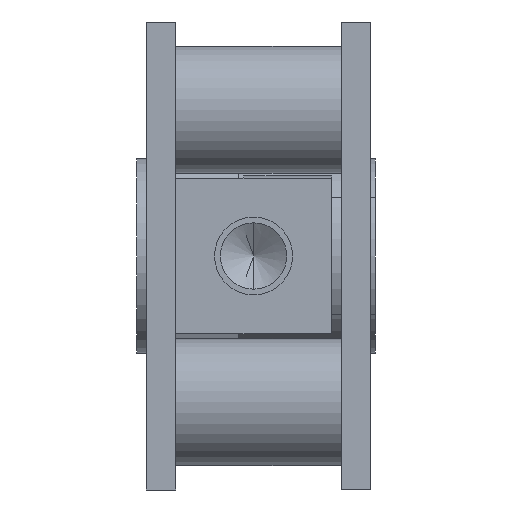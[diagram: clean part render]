
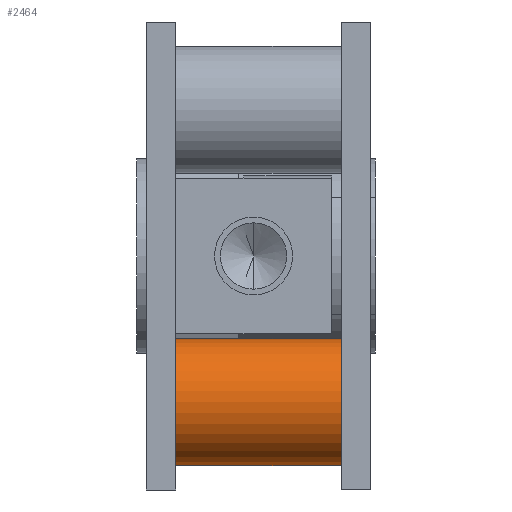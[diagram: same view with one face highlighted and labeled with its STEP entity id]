
A CAD part, front view. The second image highlights one B-rep face of the part: STEP entity #2464.
In plain terms, the highlighted cylindrical face has radius 6.5 mm (diameter 13 mm), a partial arc.
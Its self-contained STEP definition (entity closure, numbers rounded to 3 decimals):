
#177 = AXIS2_PLACEMENT_3D ( 'NONE', #2384, #3357, #2807 ) ;
#313 = FACE_OUTER_BOUND ( 'NONE', #2812, .T. ) ;
#487 = ORIENTED_EDGE ( 'NONE', *, *, #854, .F. ) ;
#642 = DIRECTION ( 'NONE',  ( 0., 1., 0. ) ) ;
#854 = EDGE_CURVE ( 'NONE', #3854, #4986, #1300, .T. ) ;
#880 = EDGE_CURVE ( 'NONE', #3343, #3147, #4146, .T. ) ;
#1200 = CARTESIAN_POINT ( 'NONE',  ( 0., 12.165, -6.5 ) ) ;
#1300 = CIRCLE ( 'NONE', #2501, 6.5 ) ;
#1435 = CYLINDRICAL_SURFACE ( 'NONE', #177, 6.5 ) ;
#1532 = EDGE_CURVE ( 'NONE', #3147, #4986, #1757, .T. ) ;
#1535 = CARTESIAN_POINT ( 'NONE',  ( 0., -8.5, 6.5 ) ) ;
#1685 = LINE ( 'NONE', #4293, #3640 ) ;
#1757 = LINE ( 'NONE', #1200, #3336 ) ;
#1769 = EDGE_CURVE ( 'NONE', #3343, #3854, #1685, .T. ) ;
#1798 = CARTESIAN_POINT ( 'NONE',  ( 0., 8.5, -6.5 ) ) ;
#1890 = CARTESIAN_POINT ( 'NONE',  ( 0., -8.5, -6.5 ) ) ;
#2384 = CARTESIAN_POINT ( 'NONE',  ( 0., 12.165, 0. ) ) ;
#2464 = ADVANCED_FACE ( 'NONE', ( #313 ), #1435, .T. ) ;
#2501 = AXIS2_PLACEMENT_3D ( 'NONE', #5119, #4588, #4042 ) ;
#2807 = DIRECTION ( 'NONE',  ( 0., 0., 1. ) ) ;
#2812 = EDGE_LOOP ( 'NONE', ( #2853, #4893, #487, #3319 ) ) ;
#2853 = ORIENTED_EDGE ( 'NONE', *, *, #880, .T. ) ;
#3134 = CARTESIAN_POINT ( 'NONE',  ( 0., 8.5, 6.5 ) ) ;
#3147 = VERTEX_POINT ( 'NONE', #1890 ) ;
#3319 = ORIENTED_EDGE ( 'NONE', *, *, #1769, .F. ) ;
#3336 = VECTOR ( 'NONE', #642, 1000. ) ;
#3343 = VERTEX_POINT ( 'NONE', #1535 ) ;
#3357 = DIRECTION ( 'NONE',  ( 0., 1., 0. ) ) ;
#3640 = VECTOR ( 'NONE', #3752, 1000. ) ;
#3752 = DIRECTION ( 'NONE',  ( 0., 1., 0. ) ) ;
#3854 = VERTEX_POINT ( 'NONE', #3134 ) ;
#3911 = DIRECTION ( 'NONE',  ( 0., 0., 1. ) ) ;
#4042 = DIRECTION ( 'NONE',  ( 0., 0., 1. ) ) ;
#4146 = CIRCLE ( 'NONE', #4161, 6.5 ) ;
#4161 = AXIS2_PLACEMENT_3D ( 'NONE', #4992, #4453, #3911 ) ;
#4293 = CARTESIAN_POINT ( 'NONE',  ( 0., 12.165, 6.5 ) ) ;
#4453 = DIRECTION ( 'NONE',  ( 0., 1., 0. ) ) ;
#4588 = DIRECTION ( 'NONE',  ( 0., 1., 0. ) ) ;
#4893 = ORIENTED_EDGE ( 'NONE', *, *, #1532, .T. ) ;
#4986 = VERTEX_POINT ( 'NONE', #1798 ) ;
#4992 = CARTESIAN_POINT ( 'NONE',  ( 0., -8.5, 0. ) ) ;
#5119 = CARTESIAN_POINT ( 'NONE',  ( 0., 8.5, 0. ) ) ;
